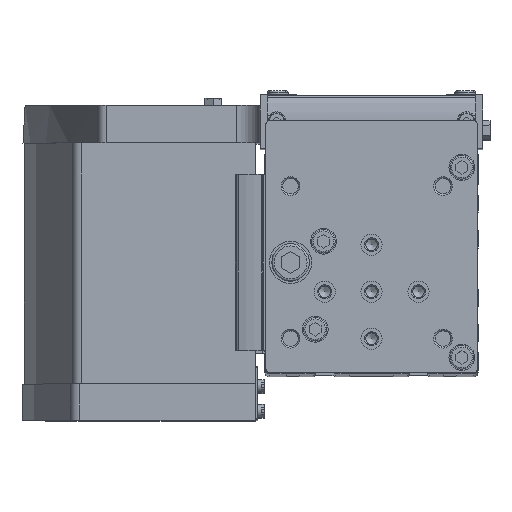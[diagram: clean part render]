
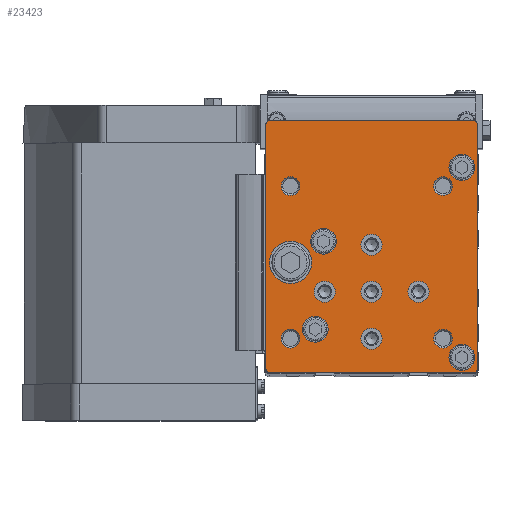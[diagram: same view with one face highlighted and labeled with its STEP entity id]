
A CAD part, top view. The second image highlights one B-rep face of the part: STEP entity #23423.
In plain terms, the highlighted planar face has unit normal (0, 0, 1).
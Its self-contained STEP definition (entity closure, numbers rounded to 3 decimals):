
#905=LINE('',#32066,#2405);
#909=LINE('',#32076,#2409);
#913=LINE('',#32086,#2413);
#917=LINE('',#32102,#2417);
#2405=VECTOR('',#27019,1000.);
#2409=VECTOR('',#27029,1000.);
#2413=VECTOR('',#27039,1000.);
#2417=VECTOR('',#27055,1000.);
#4417=ORIENTED_EDGE('',*,*,#8445,.T.);
#4418=ORIENTED_EDGE('',*,*,#8446,.T.);
#4419=ORIENTED_EDGE('',*,*,#8447,.T.);
#4420=ORIENTED_EDGE('',*,*,#8448,.T.);
#4421=ORIENTED_EDGE('',*,*,#8449,.T.);
#4422=ORIENTED_EDGE('',*,*,#8450,.T.);
#4423=ORIENTED_EDGE('',*,*,#8451,.T.);
#4424=ORIENTED_EDGE('',*,*,#8452,.T.);
#4425=ORIENTED_EDGE('',*,*,#8453,.T.);
#4426=ORIENTED_EDGE('',*,*,#8454,.T.);
#4427=ORIENTED_EDGE('',*,*,#8455,.T.);
#4428=ORIENTED_EDGE('',*,*,#8456,.T.);
#4429=ORIENTED_EDGE('',*,*,#8457,.T.);
#4430=ORIENTED_EDGE('',*,*,#8458,.T.);
#4431=ORIENTED_EDGE('',*,*,#8424,.T.);
#4432=ORIENTED_EDGE('',*,*,#8427,.T.);
#4433=ORIENTED_EDGE('',*,*,#8429,.T.);
#4434=ORIENTED_EDGE('',*,*,#8431,.T.);
#4435=ORIENTED_EDGE('',*,*,#8434,.T.);
#4436=ORIENTED_EDGE('',*,*,#8437,.T.);
#4437=ORIENTED_EDGE('',*,*,#8442,.T.);
#4438=ORIENTED_EDGE('',*,*,#8444,.T.);
#8424=EDGE_CURVE('',#10470,#10469,#905,.T.);
#8427=EDGE_CURVE('',#10469,#10471,#11860,.T.);
#8429=EDGE_CURVE('',#10471,#10472,#909,.T.);
#8431=EDGE_CURVE('',#10472,#10473,#11861,.T.);
#8434=EDGE_CURVE('',#10473,#10475,#913,.T.);
#8437=EDGE_CURVE('',#10475,#10477,#11863,.T.);
#8442=EDGE_CURVE('',#10477,#10481,#917,.T.);
#8444=EDGE_CURVE('',#10481,#10470,#11867,.T.);
#8445=EDGE_CURVE('',#10482,#10482,#11868,.T.);
#8446=EDGE_CURVE('',#10483,#10483,#11869,.T.);
#8447=EDGE_CURVE('',#10484,#10484,#11870,.T.);
#8448=EDGE_CURVE('',#10485,#10485,#11871,.T.);
#8449=EDGE_CURVE('',#10486,#10486,#11872,.T.);
#8450=EDGE_CURVE('',#10487,#10487,#11873,.T.);
#8451=EDGE_CURVE('',#10488,#10488,#11874,.T.);
#8452=EDGE_CURVE('',#10489,#10489,#11875,.T.);
#8453=EDGE_CURVE('',#10490,#10490,#11876,.T.);
#8454=EDGE_CURVE('',#10491,#10491,#11877,.T.);
#8455=EDGE_CURVE('',#10492,#10492,#11878,.T.);
#8456=EDGE_CURVE('',#10493,#10493,#11879,.T.);
#8457=EDGE_CURVE('',#10494,#10494,#11880,.T.);
#8458=EDGE_CURVE('',#10495,#10495,#11881,.T.);
#10469=VERTEX_POINT('',#32065);
#10470=VERTEX_POINT('',#32067);
#10471=VERTEX_POINT('',#32071);
#10472=VERTEX_POINT('',#32075);
#10473=VERTEX_POINT('',#32079);
#10475=VERTEX_POINT('',#32085);
#10477=VERTEX_POINT('',#32091);
#10481=VERTEX_POINT('',#32101);
#10482=VERTEX_POINT('',#32108);
#10483=VERTEX_POINT('',#32110);
#10484=VERTEX_POINT('',#32112);
#10485=VERTEX_POINT('',#32114);
#10486=VERTEX_POINT('',#32116);
#10487=VERTEX_POINT('',#32118);
#10488=VERTEX_POINT('',#32120);
#10489=VERTEX_POINT('',#32122);
#10490=VERTEX_POINT('',#32124);
#10491=VERTEX_POINT('',#32126);
#10492=VERTEX_POINT('',#32128);
#10493=VERTEX_POINT('',#32130);
#10494=VERTEX_POINT('',#32132);
#10495=VERTEX_POINT('',#32134);
#11860=CIRCLE('',#24623,1.5);
#11861=CIRCLE('',#24626,1.5);
#11863=CIRCLE('',#24630,1.5);
#11867=CIRCLE('',#24636,1.5);
#11868=CIRCLE('',#24638,5.5);
#11869=CIRCLE('',#24639,5.5);
#11870=CIRCLE('',#24640,5.5);
#11871=CIRCLE('',#24641,5.5);
#11872=CIRCLE('',#24642,9.);
#11873=CIRCLE('',#24643,4.);
#11874=CIRCLE('',#24644,4.);
#11875=CIRCLE('',#24645,4.);
#11876=CIRCLE('',#24646,4.);
#11877=CIRCLE('',#24647,4.5);
#11878=CIRCLE('',#24648,4.5);
#11879=CIRCLE('',#24649,4.5);
#11880=CIRCLE('',#24650,4.5);
#11881=CIRCLE('',#24651,4.5);
#12581=EDGE_LOOP('',(#4417));
#12582=EDGE_LOOP('',(#4418));
#12583=EDGE_LOOP('',(#4419));
#12584=EDGE_LOOP('',(#4420));
#12585=EDGE_LOOP('',(#4421));
#12586=EDGE_LOOP('',(#4422));
#12587=EDGE_LOOP('',(#4423));
#12588=EDGE_LOOP('',(#4424));
#12589=EDGE_LOOP('',(#4425));
#12590=EDGE_LOOP('',(#4426));
#12591=EDGE_LOOP('',(#4427));
#12592=EDGE_LOOP('',(#4428));
#12593=EDGE_LOOP('',(#4429));
#12594=EDGE_LOOP('',(#4430));
#12595=EDGE_LOOP('',(#4431,#4432,#4433,#4434,#4435,#4436,#4437,#4438));
#14083=FACE_BOUND('',#12581,.T.);
#14084=FACE_BOUND('',#12582,.T.);
#14085=FACE_BOUND('',#12583,.T.);
#14086=FACE_BOUND('',#12584,.T.);
#14087=FACE_BOUND('',#12585,.T.);
#14088=FACE_BOUND('',#12586,.T.);
#14089=FACE_BOUND('',#12587,.T.);
#14090=FACE_BOUND('',#12588,.T.);
#14091=FACE_BOUND('',#12589,.T.);
#14092=FACE_BOUND('',#12590,.T.);
#14093=FACE_BOUND('',#12591,.T.);
#14094=FACE_BOUND('',#12592,.T.);
#14095=FACE_BOUND('',#12593,.T.);
#14096=FACE_BOUND('',#12594,.T.);
#14097=FACE_BOUND('',#12595,.T.);
#15562=PLANE('',#24637);
#23423=ADVANCED_FACE('',(#14083,#14084,#14085,#14086,#14087,#14088,#14089,
#14090,#14091,#14092,#14093,#14094,#14095,#14096,#14097),#15562,.T.);
#24623=AXIS2_PLACEMENT_3D('',#32072,#27024,#27025);
#24626=AXIS2_PLACEMENT_3D('',#32080,#27033,#27034);
#24630=AXIS2_PLACEMENT_3D('',#32092,#27045,#27046);
#24636=AXIS2_PLACEMENT_3D('',#32105,#27060,#27061);
#24637=AXIS2_PLACEMENT_3D('',#32106,#27062,#27063);
#24638=AXIS2_PLACEMENT_3D('',#32107,#27064,#27065);
#24639=AXIS2_PLACEMENT_3D('',#32109,#27066,#27067);
#24640=AXIS2_PLACEMENT_3D('',#32111,#27068,#27069);
#24641=AXIS2_PLACEMENT_3D('',#32113,#27070,#27071);
#24642=AXIS2_PLACEMENT_3D('',#32115,#27072,#27073);
#24643=AXIS2_PLACEMENT_3D('',#32117,#27074,#27075);
#24644=AXIS2_PLACEMENT_3D('',#32119,#27076,#27077);
#24645=AXIS2_PLACEMENT_3D('',#32121,#27078,#27079);
#24646=AXIS2_PLACEMENT_3D('',#32123,#27080,#27081);
#24647=AXIS2_PLACEMENT_3D('',#32125,#27082,#27083);
#24648=AXIS2_PLACEMENT_3D('',#32127,#27084,#27085);
#24649=AXIS2_PLACEMENT_3D('',#32129,#27086,#27087);
#24650=AXIS2_PLACEMENT_3D('',#32131,#27088,#27089);
#24651=AXIS2_PLACEMENT_3D('',#32133,#27090,#27091);
#27019=DIRECTION('',(0.,-1.,0.));
#27024=DIRECTION('',(0.,0.,1.));
#27025=DIRECTION('',(1.,0.,0.));
#27029=DIRECTION('',(1.,0.,0.));
#27033=DIRECTION('',(0.,0.,1.));
#27034=DIRECTION('',(1.,0.,0.));
#27039=DIRECTION('',(0.,1.,0.));
#27045=DIRECTION('',(0.,0.,1.));
#27046=DIRECTION('',(1.,0.,0.));
#27055=DIRECTION('',(-1.,0.,0.));
#27060=DIRECTION('',(0.,0.,1.));
#27061=DIRECTION('',(1.,0.,0.));
#27062=DIRECTION('',(0.,0.,1.));
#27063=DIRECTION('',(1.,0.,0.));
#27064=DIRECTION('',(0.,0.,-1.));
#27065=DIRECTION('',(-1.,0.,0.));
#27066=DIRECTION('',(0.,0.,-1.));
#27067=DIRECTION('',(-1.,0.,0.));
#27068=DIRECTION('',(0.,0.,-1.));
#27069=DIRECTION('',(-1.,0.,0.));
#27070=DIRECTION('',(0.,0.,-1.));
#27071=DIRECTION('',(-1.,0.,0.));
#27072=DIRECTION('',(0.,0.,-1.));
#27073=DIRECTION('',(-1.,0.,0.));
#27074=DIRECTION('',(0.,0.,-1.));
#27075=DIRECTION('',(-1.,0.,0.));
#27076=DIRECTION('',(0.,0.,-1.));
#27077=DIRECTION('',(-1.,0.,0.));
#27078=DIRECTION('',(0.,0.,-1.));
#27079=DIRECTION('',(-1.,0.,0.));
#27080=DIRECTION('',(0.,0.,-1.));
#27081=DIRECTION('',(-1.,0.,0.));
#27082=DIRECTION('',(0.,0.,-1.));
#27083=DIRECTION('',(-1.,0.,0.));
#27084=DIRECTION('',(0.,0.,-1.));
#27085=DIRECTION('',(-1.,0.,0.));
#27086=DIRECTION('',(0.,0.,-1.));
#27087=DIRECTION('',(-1.,0.,0.));
#27088=DIRECTION('',(0.,0.,-1.));
#27089=DIRECTION('',(-1.,0.,0.));
#27090=DIRECTION('',(0.,0.,-1.));
#27091=DIRECTION('',(-1.,0.,0.));
#32065=CARTESIAN_POINT('',(-45.,2.,20.));
#32066=CARTESIAN_POINT('',(-45.,106.5,20.));
#32067=CARTESIAN_POINT('',(-45.,106.5,20.));
#32071=CARTESIAN_POINT('',(-43.5,0.5,20.));
#32072=CARTESIAN_POINT('',(-43.5,2.,20.));
#32075=CARTESIAN_POINT('',(43.5,0.5,20.));
#32076=CARTESIAN_POINT('',(-43.5,0.5,20.));
#32079=CARTESIAN_POINT('',(45.,2.,20.));
#32080=CARTESIAN_POINT('',(43.5,2.,20.));
#32085=CARTESIAN_POINT('',(45.,106.5,20.));
#32086=CARTESIAN_POINT('',(45.,2.,20.));
#32091=CARTESIAN_POINT('',(43.5,108.,20.));
#32092=CARTESIAN_POINT('',(43.5,106.5,20.));
#32101=CARTESIAN_POINT('',(-43.5,108.,20.));
#32102=CARTESIAN_POINT('',(43.5,108.,20.));
#32105=CARTESIAN_POINT('',(-43.5,106.5,20.));
#32106=CARTESIAN_POINT('',(-43.5,2.,20.));
#32107=CARTESIAN_POINT('',(-24.,19.,20.));
#32108=CARTESIAN_POINT('',(-29.5,19.,20.));
#32109=CARTESIAN_POINT('',(38.5,88.,20.));
#32110=CARTESIAN_POINT('',(33.,88.,20.));
#32111=CARTESIAN_POINT('',(-20.5,56.5,20.));
#32112=CARTESIAN_POINT('',(-26.,56.5,20.));
#32113=CARTESIAN_POINT('',(38.5,7.,20.));
#32114=CARTESIAN_POINT('',(33.,7.,20.));
#32115=CARTESIAN_POINT('',(-34.5,47.5,20.));
#32116=CARTESIAN_POINT('',(-43.5,47.5,20.));
#32117=CARTESIAN_POINT('',(30.5,80.,20.));
#32118=CARTESIAN_POINT('',(26.5,80.,20.));
#32119=CARTESIAN_POINT('',(-34.5,80.,20.));
#32120=CARTESIAN_POINT('',(-38.5,80.,20.));
#32121=CARTESIAN_POINT('',(-34.5,15.,20.));
#32122=CARTESIAN_POINT('',(-38.5,15.,20.));
#32123=CARTESIAN_POINT('',(30.5,15.,20.));
#32124=CARTESIAN_POINT('',(26.5,15.,20.));
#32125=CARTESIAN_POINT('',(20.,35.,20.));
#32126=CARTESIAN_POINT('',(15.5,35.,20.));
#32127=CARTESIAN_POINT('',(0.,15.,20.));
#32128=CARTESIAN_POINT('',(-4.5,15.,20.));
#32129=CARTESIAN_POINT('',(-20.,35.,20.));
#32130=CARTESIAN_POINT('',(-24.5,35.,20.));
#32131=CARTESIAN_POINT('',(0.,55.,20.));
#32132=CARTESIAN_POINT('',(-4.5,55.,20.));
#32133=CARTESIAN_POINT('',(0.,35.,20.));
#32134=CARTESIAN_POINT('',(-4.5,35.,20.));
